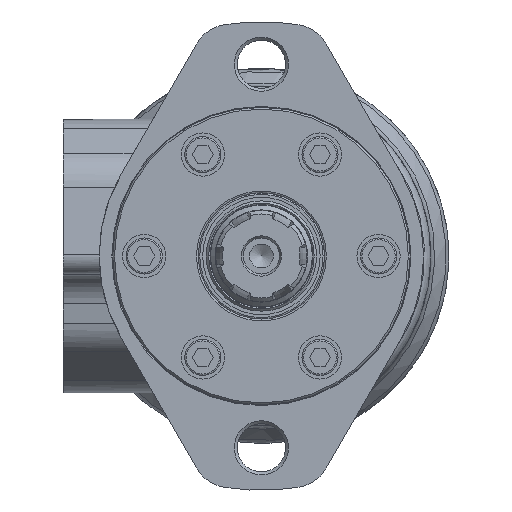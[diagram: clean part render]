
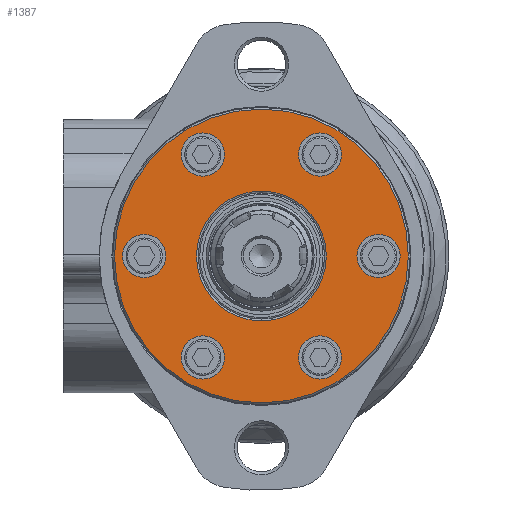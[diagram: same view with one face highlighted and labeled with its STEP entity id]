
A CAD part, left-side view. The second image highlights one B-rep face of the part: STEP entity #1387.
In plain terms, the highlighted planar face has unit normal (-1, 0, 0).
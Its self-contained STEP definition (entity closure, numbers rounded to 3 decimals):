
#1387 = ADVANCED_FACE( '', ( #2850, #2851, #2852, #2853, #2854, #2855, #2856, #2857 ), #2858, .F. );
#2850 = FACE_OUTER_BOUND( '', #4304, .T. );
#2851 = FACE_BOUND( '', #4305, .T. );
#2852 = FACE_BOUND( '', #4306, .T. );
#2853 = FACE_BOUND( '', #4307, .T. );
#2854 = FACE_BOUND( '', #4308, .T. );
#2855 = FACE_BOUND( '', #4309, .T. );
#2856 = FACE_BOUND( '', #4310, .T. );
#2857 = FACE_BOUND( '', #4311, .T. );
#2858 = PLANE( '', #4312 );
#4304 = EDGE_LOOP( '', ( #7666 ) );
#4305 = EDGE_LOOP( '', ( #7667 ) );
#4306 = EDGE_LOOP( '', ( #7668 ) );
#4307 = EDGE_LOOP( '', ( #7669 ) );
#4308 = EDGE_LOOP( '', ( #7670 ) );
#4309 = EDGE_LOOP( '', ( #7671 ) );
#4310 = EDGE_LOOP( '', ( #7672 ) );
#4311 = EDGE_LOOP( '', ( #7673 ) );
#4312 = AXIS2_PLACEMENT_3D( '', #7674, #7675, #7676 );
#7666 = ORIENTED_EDGE( '', *, *, #8472, .F. );
#7667 = ORIENTED_EDGE( '', *, *, #7849, .F. );
#7668 = ORIENTED_EDGE( '', *, *, #8006, .T. );
#7669 = ORIENTED_EDGE( '', *, *, #8020, .T. );
#7670 = ORIENTED_EDGE( '', *, *, #7929, .T. );
#7671 = ORIENTED_EDGE( '', *, *, #8003, .T. );
#7672 = ORIENTED_EDGE( '', *, *, #8655, .T. );
#7673 = ORIENTED_EDGE( '', *, *, #8450, .T. );
#7674 = CARTESIAN_POINT( '', ( 0., 0., 0. ) );
#7675 = DIRECTION( '', ( 1., 0., 0. ) );
#7676 = DIRECTION( '', ( 0., 0., -1. ) );
#7849 = EDGE_CURVE( '', #9159, #9159, #9160, .F. );
#7929 = EDGE_CURVE( '', #9297, #9297, #9298, .T. );
#8003 = EDGE_CURVE( '', #9429, #9429, #9430, .T. );
#8006 = EDGE_CURVE( '', #9434, #9434, #9435, .T. );
#8020 = EDGE_CURVE( '', #9457, #9457, #9458, .T. );
#8450 = EDGE_CURVE( '', #10143, #10143, #10144, .T. );
#8472 = EDGE_CURVE( '', #10173, #10173, #10174, .T. );
#8655 = EDGE_CURVE( '', #10432, #10432, #10433, .T. );
#9159 = VERTEX_POINT( '', #11048 );
#9160 = CIRCLE( '', #11049, 6. );
#9297 = VERTEX_POINT( '', #11272 );
#9298 = CIRCLE( '', #11273, 6. );
#9429 = VERTEX_POINT( '', #11514 );
#9430 = CIRCLE( '', #11515, 6. );
#9434 = VERTEX_POINT( '', #11519 );
#9435 = CIRCLE( '', #11520, 6. );
#9457 = VERTEX_POINT( '', #11561 );
#9458 = CIRCLE( '', #11562, 6. );
#10143 = VERTEX_POINT( '', #12918 );
#10144 = CIRCLE( '', #12919, 18. );
#10173 = VERTEX_POINT( '', #12982 );
#10174 = CIRCLE( '', #12983, 40.75 );
#10432 = VERTEX_POINT( '', #13598 );
#10433 = CIRCLE( '', #13599, 6. );
#11048 = CARTESIAN_POINT( '', ( 0., 32.5, -6. ) );
#11049 = AXIS2_PLACEMENT_3D( '', #14768, #14769, #14770 );
#11272 = CARTESIAN_POINT( '', ( 0., -32.5, -6. ) );
#11273 = AXIS2_PLACEMENT_3D( '', #14853, #14854, #14855 );
#11514 = CARTESIAN_POINT( '', ( 0., -16.25, 22.146 ) );
#11515 = AXIS2_PLACEMENT_3D( '', #14935, #14936, #14937 );
#11519 = CARTESIAN_POINT( '', ( 0., 16.25, -34.146 ) );
#11520 = AXIS2_PLACEMENT_3D( '', #14941, #14942, #14943 );
#11561 = CARTESIAN_POINT( '', ( 0., -16.25, -34.146 ) );
#11562 = AXIS2_PLACEMENT_3D( '', #14958, #14959, #14960 );
#12918 = CARTESIAN_POINT( '', ( 0., 0., -18. ) );
#12919 = AXIS2_PLACEMENT_3D( '', #15420, #15421, #15422 );
#12982 = CARTESIAN_POINT( '', ( 0., 0., -40.75 ) );
#12983 = AXIS2_PLACEMENT_3D( '', #15445, #15446, #15447 );
#13598 = CARTESIAN_POINT( '', ( 0., 16.25, 22.146 ) );
#13599 = AXIS2_PLACEMENT_3D( '', #15667, #15668, #15669 );
#14768 = CARTESIAN_POINT( '', ( 0., 32.5, 0. ) );
#14769 = DIRECTION( '', ( 1., 0., 0. ) );
#14770 = DIRECTION( '', ( 0., 0., -1. ) );
#14853 = CARTESIAN_POINT( '', ( 0., -32.5, 0. ) );
#14854 = DIRECTION( '', ( 1., 0., 0. ) );
#14855 = DIRECTION( '', ( 0., 0., -1. ) );
#14935 = CARTESIAN_POINT( '', ( 0., -16.25, 28.146 ) );
#14936 = DIRECTION( '', ( 1., 0., 0. ) );
#14937 = DIRECTION( '', ( 0., 0., -1. ) );
#14941 = CARTESIAN_POINT( '', ( 0., 16.25, -28.146 ) );
#14942 = DIRECTION( '', ( 1., 0., 0. ) );
#14943 = DIRECTION( '', ( 0., 0., -1. ) );
#14958 = CARTESIAN_POINT( '', ( 0., -16.25, -28.146 ) );
#14959 = DIRECTION( '', ( 1., 0., 0. ) );
#14960 = DIRECTION( '', ( 0., 0., -1. ) );
#15420 = CARTESIAN_POINT( '', ( 0., 0., 0. ) );
#15421 = DIRECTION( '', ( 1., 0., 0. ) );
#15422 = DIRECTION( '', ( 0., 0., -1. ) );
#15445 = CARTESIAN_POINT( '', ( 0., 0., 0. ) );
#15446 = DIRECTION( '', ( 1., 0., 0. ) );
#15447 = DIRECTION( '', ( 0., 0., -1. ) );
#15667 = CARTESIAN_POINT( '', ( 0., 16.25, 28.146 ) );
#15668 = DIRECTION( '', ( 1., 0., 0. ) );
#15669 = DIRECTION( '', ( 0., 0., -1. ) );
